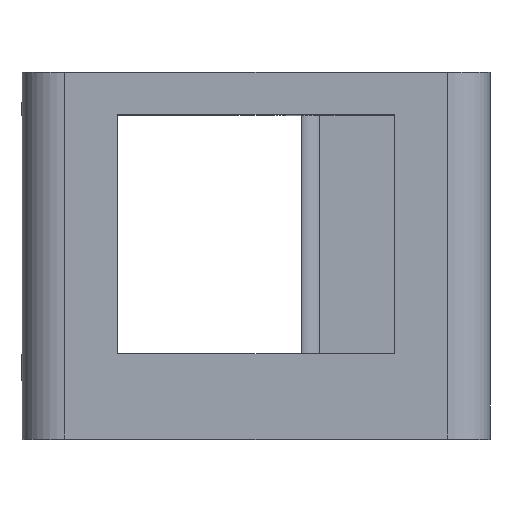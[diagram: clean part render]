
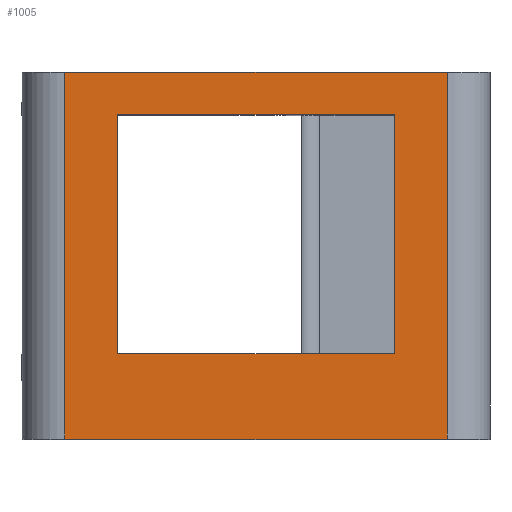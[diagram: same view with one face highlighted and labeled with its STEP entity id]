
A CAD part, top view. The second image highlights one B-rep face of the part: STEP entity #1005.
In plain terms, the highlighted planar face has unit normal (0, 0, 1).
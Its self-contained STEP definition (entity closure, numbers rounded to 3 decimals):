
#30 = CARTESIAN_POINT ( 'NONE',  ( 9., 8., 0. ) ) ;
#40 = CARTESIAN_POINT ( 'NONE',  ( 4., 0., 0. ) ) ;
#73 = EDGE_LOOP ( 'NONE', ( #1730, #1270, #1391, #477 ) ) ;
#74 = EDGE_CURVE ( 'NONE', #1442, #1038, #494, .T. ) ;
#77 = LINE ( 'NONE', #40, #1687 ) ;
#133 = ORIENTED_EDGE ( 'NONE', *, *, #1899, .F. ) ;
#142 = EDGE_CURVE ( 'NONE', #507, #1667, #832, .T. ) ;
#216 = LINE ( 'NONE', #835, #1854 ) ;
#229 = VECTOR ( 'NONE', #1562, 1000. ) ;
#382 = VECTOR ( 'NONE', #1310, 1000. ) ;
#398 = DIRECTION ( 'NONE',  ( 1., 0., 0. ) ) ;
#426 = LINE ( 'NONE', #1561, #548 ) ;
#457 = PLANE ( 'NONE',  #1460 ) ;
#470 = ORIENTED_EDGE ( 'NONE', *, *, #1130, .F. ) ;
#477 = ORIENTED_EDGE ( 'NONE', *, *, #74, .T. ) ;
#494 = LINE ( 'NONE', #1905, #382 ) ;
#504 = CARTESIAN_POINT ( 'NONE',  ( 9., 30.5, 0. ) ) ;
#507 = VERTEX_POINT ( 'NONE', #1465 ) ;
#548 = VECTOR ( 'NONE', #912, 1000. ) ;
#570 = DIRECTION ( 'NONE',  ( 0., 1., 0. ) ) ;
#578 = CARTESIAN_POINT ( 'NONE',  ( 4., 34.5, 0. ) ) ;
#602 = LINE ( 'NONE', #1044, #1226 ) ;
#629 = DIRECTION ( 'NONE',  ( -1., 0., 0. ) ) ;
#642 = VERTEX_POINT ( 'NONE', #872 ) ;
#678 = EDGE_CURVE ( 'NONE', #1038, #1392, #77, .T. ) ;
#680 = DIRECTION ( 'NONE',  ( 1., 0., 0. ) ) ;
#695 = VECTOR ( 'NONE', #570, 1000. ) ;
#746 = CARTESIAN_POINT ( 'NONE',  ( 35., 30.5, 0. ) ) ;
#756 = CARTESIAN_POINT ( 'NONE',  ( 40., 8., 0. ) ) ;
#809 = EDGE_CURVE ( 'NONE', #642, #1392, #895, .T. ) ;
#832 = LINE ( 'NONE', #504, #1220 ) ;
#835 = CARTESIAN_POINT ( 'NONE',  ( 9., 30.5, 0. ) ) ;
#872 = CARTESIAN_POINT ( 'NONE',  ( 40., 34.5, 0. ) ) ;
#875 = ORIENTED_EDGE ( 'NONE', *, *, #1095, .F. ) ;
#895 = LINE ( 'NONE', #756, #229 ) ;
#912 = DIRECTION ( 'NONE',  ( 1., 0., 0. ) ) ;
#922 = CARTESIAN_POINT ( 'NONE',  ( 4., 8., 0. ) ) ;
#1005 = ADVANCED_FACE ( 'NONE', ( #1047, #1366 ), #457, .F. ) ;
#1028 = CARTESIAN_POINT ( 'NONE',  ( 40., 0., 0. ) ) ;
#1038 = VERTEX_POINT ( 'NONE', #1421 ) ;
#1044 = CARTESIAN_POINT ( 'NONE',  ( 9., 8., 0. ) ) ;
#1047 = FACE_BOUND ( 'NONE', #1739, .T. ) ;
#1070 = VERTEX_POINT ( 'NONE', #1689 ) ;
#1095 = EDGE_CURVE ( 'NONE', #1793, #1070, #602, .T. ) ;
#1130 = EDGE_CURVE ( 'NONE', #1070, #507, #2004, .T. ) ;
#1177 = DIRECTION ( 'NONE',  ( 0., -1., 0. ) ) ;
#1220 = VECTOR ( 'NONE', #629, 1000. ) ;
#1226 = VECTOR ( 'NONE', #398, 1000. ) ;
#1270 = ORIENTED_EDGE ( 'NONE', *, *, #809, .F. ) ;
#1310 = DIRECTION ( 'NONE',  ( 0., -1., 0. ) ) ;
#1366 = FACE_OUTER_BOUND ( 'NONE', #73, .T. ) ;
#1391 = ORIENTED_EDGE ( 'NONE', *, *, #2053, .F. ) ;
#1392 = VERTEX_POINT ( 'NONE', #1028 ) ;
#1402 = DIRECTION ( 'NONE',  ( -1., 0., 0. ) ) ;
#1421 = CARTESIAN_POINT ( 'NONE',  ( 4., 0., 0. ) ) ;
#1442 = VERTEX_POINT ( 'NONE', #578 ) ;
#1460 = AXIS2_PLACEMENT_3D ( 'NONE', #922, #1576, #1402 ) ;
#1465 = CARTESIAN_POINT ( 'NONE',  ( 35., 30.5, 0. ) ) ;
#1561 = CARTESIAN_POINT ( 'NONE',  ( 40., 34.5, 0. ) ) ;
#1562 = DIRECTION ( 'NONE',  ( 0., -1., 0. ) ) ;
#1576 = DIRECTION ( 'NONE',  ( 0., 0., -1. ) ) ;
#1667 = VERTEX_POINT ( 'NONE', #1947 ) ;
#1687 = VECTOR ( 'NONE', #680, 1000. ) ;
#1689 = CARTESIAN_POINT ( 'NONE',  ( 35., 8., 0. ) ) ;
#1730 = ORIENTED_EDGE ( 'NONE', *, *, #678, .T. ) ;
#1739 = EDGE_LOOP ( 'NONE', ( #470, #875, #133, #1811 ) ) ;
#1793 = VERTEX_POINT ( 'NONE', #30 ) ;
#1811 = ORIENTED_EDGE ( 'NONE', *, *, #142, .F. ) ;
#1854 = VECTOR ( 'NONE', #1177, 1000. ) ;
#1899 = EDGE_CURVE ( 'NONE', #1667, #1793, #216, .T. ) ;
#1905 = CARTESIAN_POINT ( 'NONE',  ( 4., 8., 0. ) ) ;
#1947 = CARTESIAN_POINT ( 'NONE',  ( 9., 30.5, 0. ) ) ;
#2004 = LINE ( 'NONE', #746, #695 ) ;
#2053 = EDGE_CURVE ( 'NONE', #1442, #642, #426, .T. ) ;
